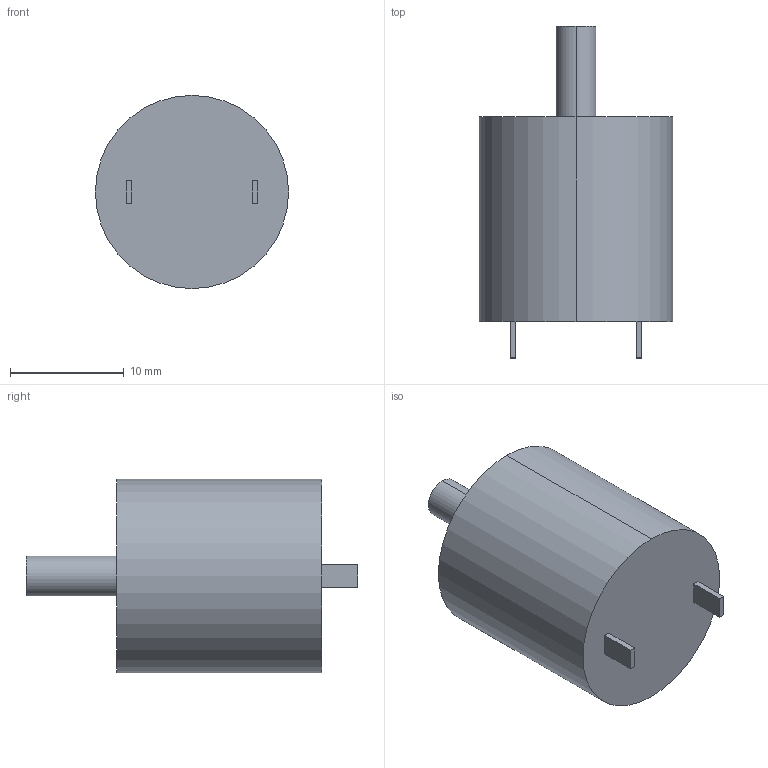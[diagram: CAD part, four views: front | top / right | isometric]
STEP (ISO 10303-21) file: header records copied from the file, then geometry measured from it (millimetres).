
FILE_DESCRIPTION (( 'STEP AP203' ), '1' );
FILE_NAME ('20-A501-B3_Default_sldprt.STEP', '2023-06-05T00:25:26', ( '' ), ( '' ), 'SwSTEP 2.0', 'SolidWorks 2022', '' );
FILE_SCHEMA (( 'CONFIG_CONTROL_DESIGN' ));
Length unit declared in the file: millimetre
Products named in the file (1): 20-A501-B3_Default_sldprt
Bounding box: 17 x 29.2 x 17 mm (x, y, z)
Volume: 4149.7 mm3; surface area: 1583.5 mm2
Topology: 1 solids, 1 shells, 35 faces, 72 edges, 48 vertices
Faces by surface type: plane 19, cylinder 16
Entity records: 1015 total; most frequent: DIRECTION 176, CARTESIAN_POINT 156, ORIENTED_EDGE 144, EDGE_CURVE 72, AXIS2_PLACEMENT_3D 68, VERTEX_POINT 48, EDGE_LOOP 44, LINE 40
